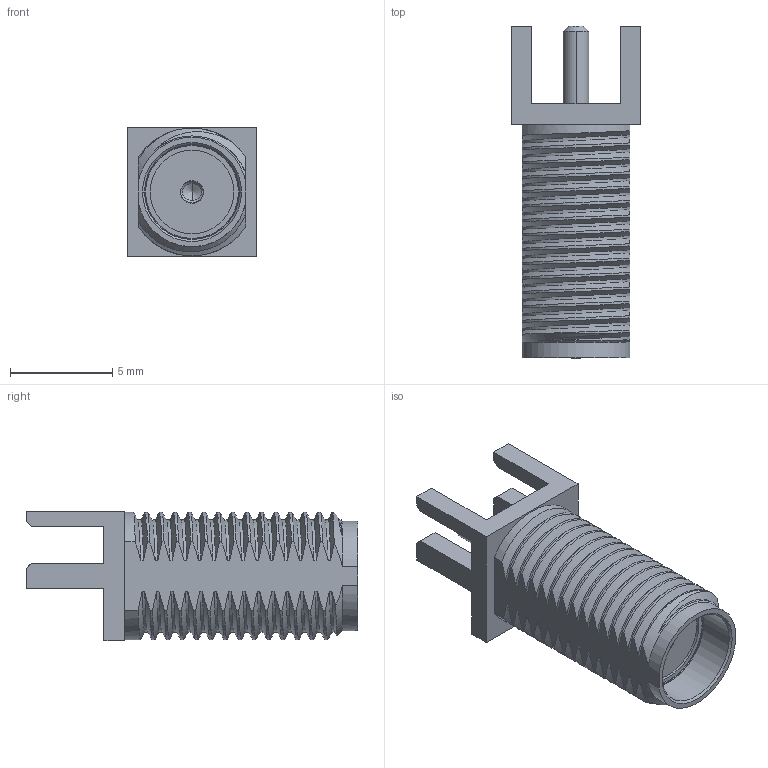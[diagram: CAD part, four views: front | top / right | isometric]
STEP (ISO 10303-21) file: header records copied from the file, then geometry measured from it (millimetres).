
FILE_DESCRIPTION((''),'2;1');
FILE_NAME('732512120','2018-08-21T',('akumar19'),(''),'PRO/ENGINEER BY PARAMETRIC TECHNOLOGY CORPORATION, 2012310','PRO/ENGINEER BY PARAMETRIC TECHNOLOGY CORPORATION, 2012310','');
FILE_SCHEMA(('CONFIG_CONTROL_DESIGN'));
Length unit declared in the file: millimetre
Products named in the file (1): 732512120
Bounding box: 6.35 x 16.26 x 6.35 mm (x, y, z)
Volume: 317.5 mm3; surface area: 510 mm2
Topology: 1 solids, 1 shells, 187 faces, 763 edges, 582 vertices
Faces by surface type: cylinder 76, cone 68, plane 39, torus 4
Entity records: 10134 total; most frequent: CARTESIAN_POINT 4524, ORIENTED_EDGE 1522, EDGE_CURVE 761, DIRECTION 714, VERTEX_POINT 582, B_SPLINE_CURVE_WITH_KNOTS 485, AXIS2_PLACEMENT_3D 250, VECTOR 214
